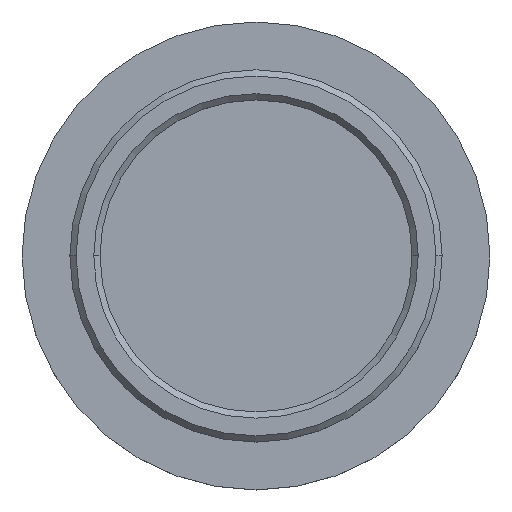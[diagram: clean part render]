
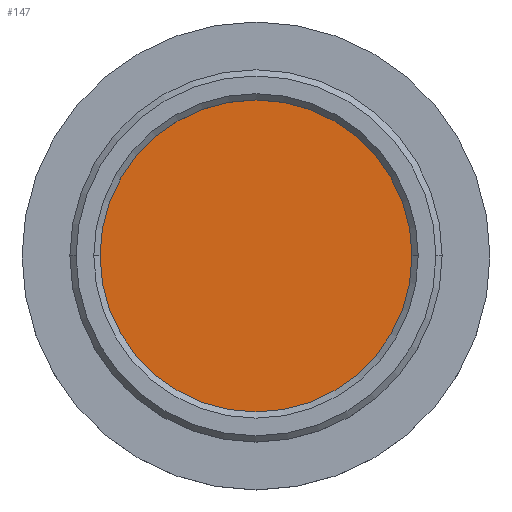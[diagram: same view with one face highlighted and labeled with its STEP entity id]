
A CAD part, top view. The second image highlights one B-rep face of the part: STEP entity #147.
In plain terms, the highlighted planar face has unit normal (0, 0, 1).
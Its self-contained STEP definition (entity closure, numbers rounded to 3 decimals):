
#127=VERTEX_POINT('',#312);
#147=ADVANCED_FACE('',(#337),#338,.T.);
#189=EDGE_CURVE('',#255,#127,#383,.T.);
#243=EDGE_CURVE('',#127,#255,#444,.T.);
#255=VERTEX_POINT('',#458);
#312=CARTESIAN_POINT('',(15.,0.,8.));
#337=FACE_OUTER_BOUND('',#544,.T.);
#338=PLANE('',#545);
#383=CIRCLE('',#609,15.0);
#444=CIRCLE('',#685,15.0);
#458=CARTESIAN_POINT('',(-15.0,0.,8.));
#544=EDGE_LOOP('',(#791,#792));
#545=AXIS2_PLACEMENT_3D('',#793,#794,#795);
#609=AXIS2_PLACEMENT_3D('',#839,#840,#841);
#685=AXIS2_PLACEMENT_3D('',#916,#917,#918);
#791=ORIENTED_EDGE('',*,*,#189,.T.);
#792=ORIENTED_EDGE('',*,*,#243,.T.);
#793=CARTESIAN_POINT('',(-7.5,0.,8.));
#794=DIRECTION('',(0.0,0.0,1.0));
#795=DIRECTION('',(-1.0,0.,0.0));
#839=CARTESIAN_POINT('',(0.,0.,8.));
#840=DIRECTION('',(0.0,0.0,1.0));
#841=DIRECTION('',(-1.0,0.,0.0));
#916=CARTESIAN_POINT('',(0.,0.,8.));
#917=DIRECTION('',(0.0,0.0,1.0));
#918=DIRECTION('',(-1.0,0.,0.0));
